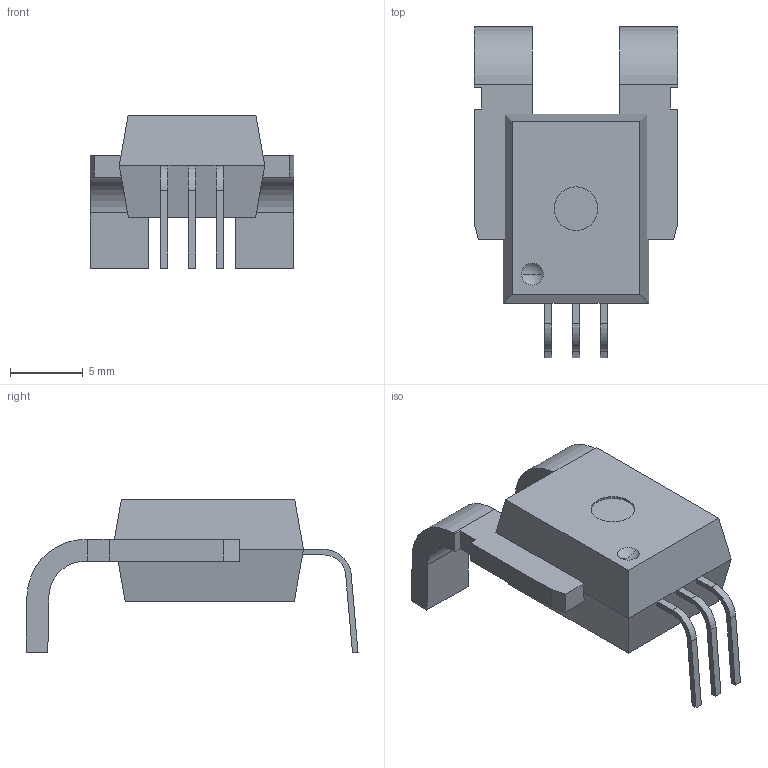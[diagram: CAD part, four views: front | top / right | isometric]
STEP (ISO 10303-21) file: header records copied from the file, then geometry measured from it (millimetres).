
FILE_DESCRIPTION (( 'STEP AP214' ), '1' );
FILE_NAME ('CA.STEP', '2016-11-08T15:49:18', ( '' ), ( '' ), 'SwSTEP 2.0', 'SolidWorks 2014', '' );
FILE_SCHEMA (( 'AUTOMOTIVE_DESIGN' ));
Length unit declared in the file: millimetre
Products named in the file (2): CA Mold; CA
Assembly tree (1 placements, depth 2):
  CA
    CA Mold
Bounding box: 14 x 22.82 x 10.53 mm (x, y, z)
Volume: 998 mm3; surface area: 893.1 mm2
Topology: 1 solids, 1 shells, 75 faces, 201 edges, 131 vertices
Faces by surface type: plane 59, cylinder 14, sphere 2
Entity records: 2381 total; most frequent: CARTESIAN_POINT 411, ORIENTED_EDGE 402, DIRECTION 391, EDGE_CURVE 201, LINE 169, VECTOR 169, VERTEX_POINT 131, AXIS2_PLACEMENT_3D 111
